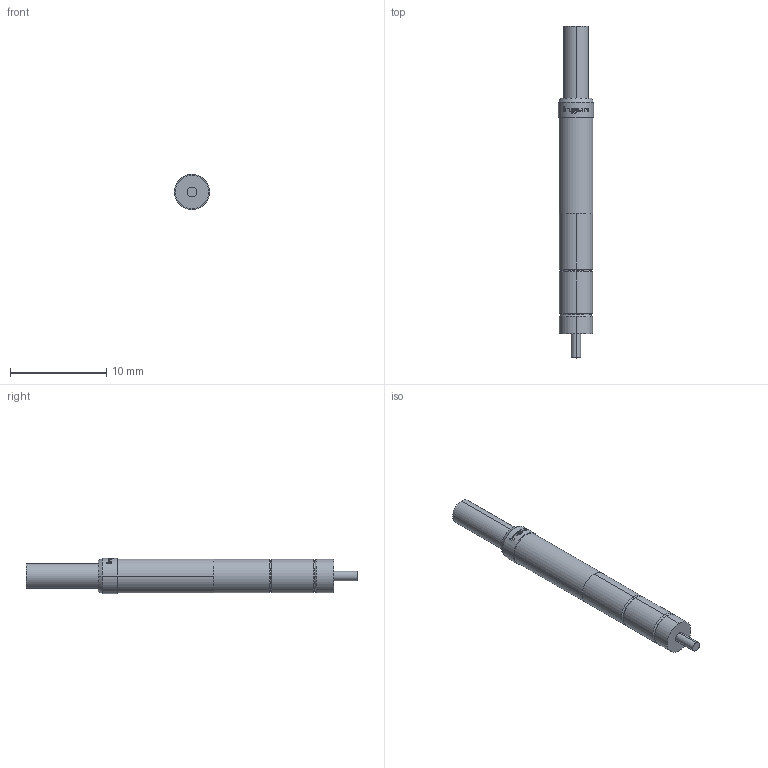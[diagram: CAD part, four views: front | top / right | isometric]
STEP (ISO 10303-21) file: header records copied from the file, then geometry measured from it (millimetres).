
FILE_DESCRIPTION (( 'STEP AP203' ), '1' );
FILE_NAME ('INGUN_HFS-110_306_115_A_xx02_B.STEP', '2025-01-23T11:10:27', ( '' ), ( '' ), 'SwSTEP 2.0', 'SolidWorks 2023', '' );
FILE_SCHEMA (( 'CONFIG_CONTROL_DESIGN' ));
Length unit declared in the file: millimetre
Products named in the file (1): INGUN_HFS-110_306_115_A_xx02_B
Bounding box: 3.65 x 34.5 x 3.65 mm (x, y, z)
Volume: 274.7 mm3; surface area: 370 mm2
Topology: 1 solids, 1 shells, 139 faces, 336 edges, 211 vertices
Faces by surface type: plane 83, cylinder 24, bspline 22, torus 8, cone 2
Entity records: 4349 total; most frequent: CARTESIAN_POINT 1277, ORIENTED_EDGE 672, DIRECTION 548, EDGE_CURVE 336, VERTEX_POINT 211, AXIS2_PLACEMENT_3D 210, EDGE_LOOP 151, ADVANCED_FACE 139
